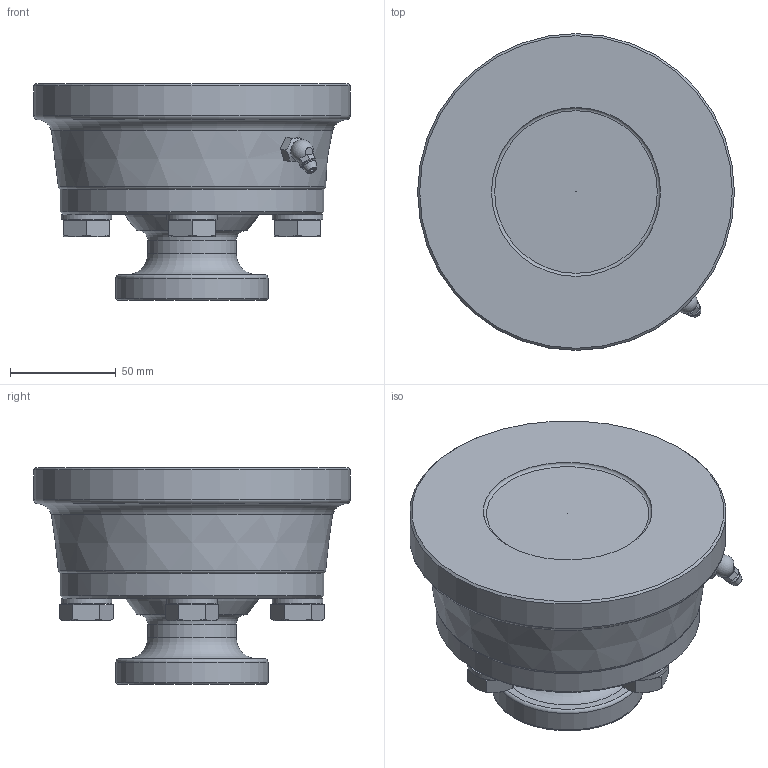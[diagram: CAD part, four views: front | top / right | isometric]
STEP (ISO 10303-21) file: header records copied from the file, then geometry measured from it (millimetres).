
FILE_DESCRIPTION( ( 'Unknown' ), '1' );
FILE_NAME( 'ATTXSF073.stp', 'Unknown', ( 'Unknown' ), ( 'Unknown' ), 'PSStep 16.0.42', 'Unknown', ' ' );
FILE_SCHEMA( ( 'AUTOMOTIVE_DESIGN { 1 0 10303 214 1 1 1 1 }' ) );
Length unit declared in the file: millimetre
Products named in the file (9): 2224; 2199; Assem1; 2799; 2798; 12982; vite ES M12x45; rondella 13x24x3
Assembly tree (14 placements, depth 3):
  Assem1
    2799
    2798
    12982
    vite ES M12x45  x4
    rondella 13x24x3  x4
    2224
      2224
      2199
Bounding box: 150.02 x 150.02 x 102.5 mm (x, y, z)
Volume: 968841.4 mm3; surface area: 133860.1 mm2
Topology: 13 solids, 13 shells, 225 faces, 512 edges, 328 vertices
Faces by surface type: plane 96, cylinder 56, cone 47, torus 17, sphere 5, bspline 4
Full cylindrical faces by diameter (mm): 0.021 x1, 2 x1, 3.172 x1, 4 x1, 4.308 x1, 4.917 x1, 5 x2, 6 x1, 6.917 x2, 8 x1, 10.106 x4, 12 x4, 13 x8, 16.63 x4, 24 x4, 30 x1, 42 x1, 72 x1, 115 x1, 150.021 x1
Entity records: 5225 total; most frequent: CARTESIAN_POINT 1269, DIRECTION 663, ORIENTED_EDGE 546, AXIS2_PLACEMENT_3D 290, EDGE_CURVE 273, EDGE_LOOP 242, VERTEX_POINT 212, FACE_OUTER_BOUND 196
